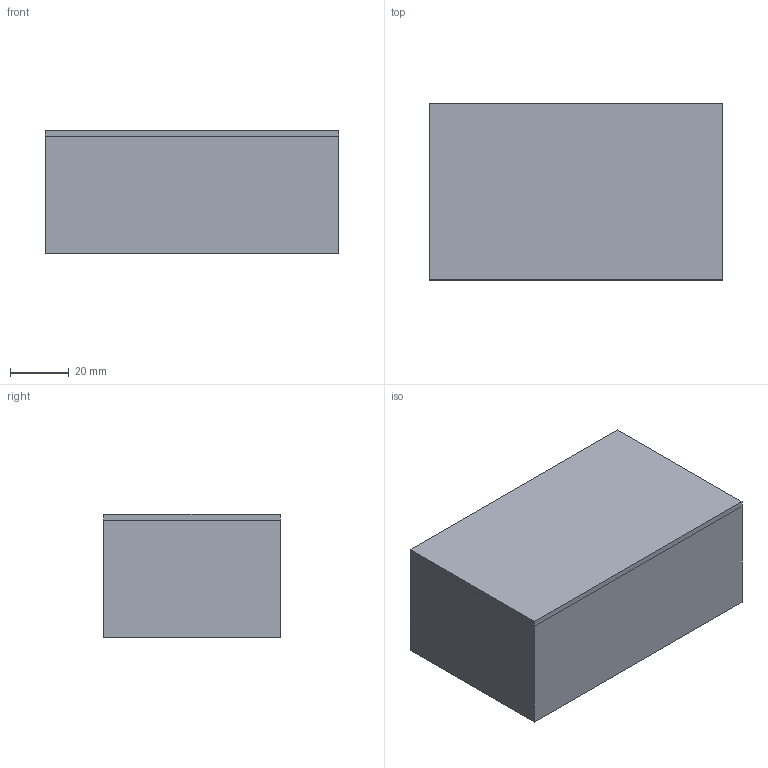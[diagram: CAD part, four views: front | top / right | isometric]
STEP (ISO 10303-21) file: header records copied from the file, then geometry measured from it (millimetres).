
FILE_DESCRIPTION(('Open CASCADE Model'),'2;1');
FILE_NAME('Open CASCADE Shape Model','2026-01-18T18:14:38',('Author'),( 'Open CASCADE'),'Open CASCADE STEP processor 7.8','Open CASCADE 7.8' ,'Unknown');
FILE_SCHEMA(('AUTOMOTIVE_DESIGN { 1 0 10303 214 1 1 1 1 }'));
Length unit declared in the file: millimetre
Products named in the file (3): 2b2e0cbd-f491-11f0-bdc5-bcaec56b0268; Enclosure; Cover
Assembly tree (2 placements, depth 2):
  2b2e0cbd-f491-11f0-bdc5-bcaec56b0268
    Enclosure
    Cover
Bounding box: 100 x 60 x 42 mm (x, y, z)
Volume: 63658.1 mm3; surface area: 49899.2 mm2
Topology: 2 solids, 2 shells, 22 faces, 49 edges, 33 vertices
Faces by surface type: plane 22
Entity records: 1284 total; most frequent: CARTESIAN_POINT 221, DIRECTION 181, LINE 131, VECTOR 131, ORIENTED_EDGE 98, PCURVE 98, DEFINITIONAL_REPRESENTATION 98, EDGE_CURVE 49
